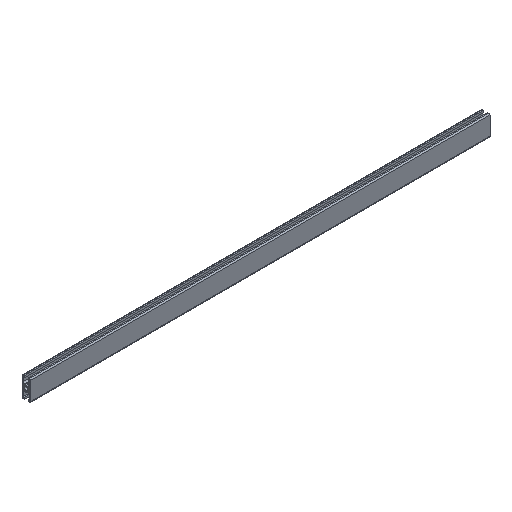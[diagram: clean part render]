
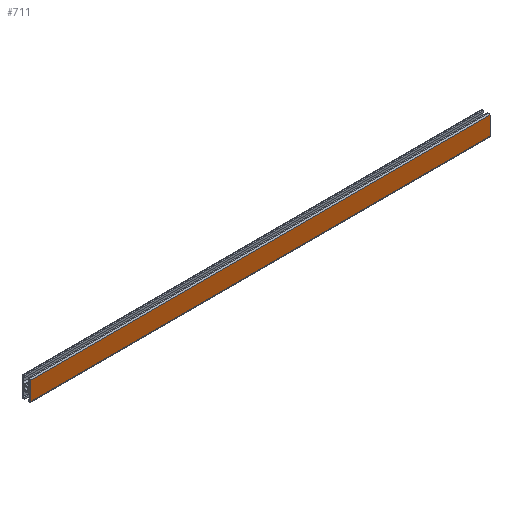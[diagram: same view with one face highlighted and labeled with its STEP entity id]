
A CAD part, isometric view. The second image highlights one B-rep face of the part: STEP entity #711.
In plain terms, the highlighted planar face has unit normal (0, -1, 0).
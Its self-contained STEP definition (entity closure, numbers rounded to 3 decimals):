
#19=PLANE('',#766);
#49=FACE_OUTER_BOUND('',#86,.T.);
#86=EDGE_LOOP('',(#504,#505,#506,#507));
#129=LINE('',#1038,#216);
#130=LINE('',#1042,#217);
#131=LINE('',#1044,#218);
#132=LINE('',#1045,#219);
#216=VECTOR('',#837,1000.);
#217=VECTOR('',#842,1000.);
#218=VECTOR('',#843,1000.);
#219=VECTOR('',#844,10.);
#321=VERTEX_POINT('',#1035);
#322=VERTEX_POINT('',#1037);
#323=VERTEX_POINT('',#1041);
#324=VERTEX_POINT('',#1043);
#394=EDGE_CURVE('',#322,#321,#129,.T.);
#396=EDGE_CURVE('',#321,#323,#130,.T.);
#397=EDGE_CURVE('',#324,#323,#131,.T.);
#398=EDGE_CURVE('',#322,#324,#132,.F.);
#504=ORIENTED_EDGE('',*,*,#396,.T.);
#505=ORIENTED_EDGE('',*,*,#397,.F.);
#506=ORIENTED_EDGE('',*,*,#398,.F.);
#507=ORIENTED_EDGE('',*,*,#394,.T.);
#711=ADVANCED_FACE('',(#49),#19,.F.);
#766=AXIS2_PLACEMENT_3D('',#1040,#840,#841);
#837=DIRECTION('',(-1.,0.,0.));
#840=DIRECTION('center_axis',(0.,1.,0.));
#841=DIRECTION('ref_axis',(0.,0.,1.));
#842=DIRECTION('',(0.,0.,-1.));
#843=DIRECTION('',(-1.,0.,0.));
#844=DIRECTION('',(0.,0.,1.));
#1035=CARTESIAN_POINT('',(-58.491,48.297,20.));
#1037=CARTESIAN_POINT('',(941.509,48.297,20.));
#1038=CARTESIAN_POINT('',(41.509,48.297,20.));
#1040=CARTESIAN_POINT('Origin',(41.509,48.297,-20.));
#1041=CARTESIAN_POINT('',(-58.491,48.297,-20.));
#1042=CARTESIAN_POINT('',(-58.491,48.297,-20.));
#1043=CARTESIAN_POINT('',(941.509,48.297,-20.));
#1044=CARTESIAN_POINT('',(41.509,48.297,-20.));
#1045=CARTESIAN_POINT('',(941.509,48.297,-4.9));
